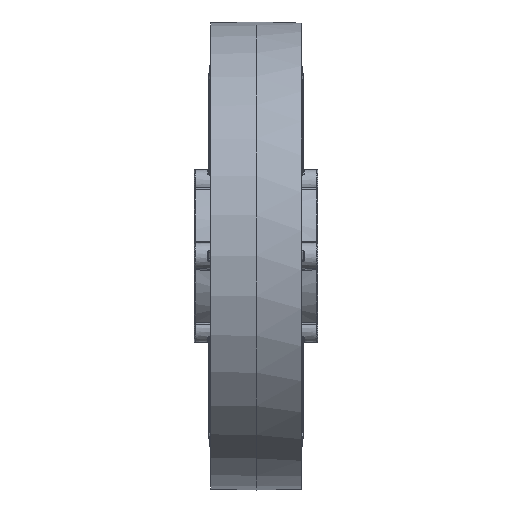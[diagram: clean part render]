
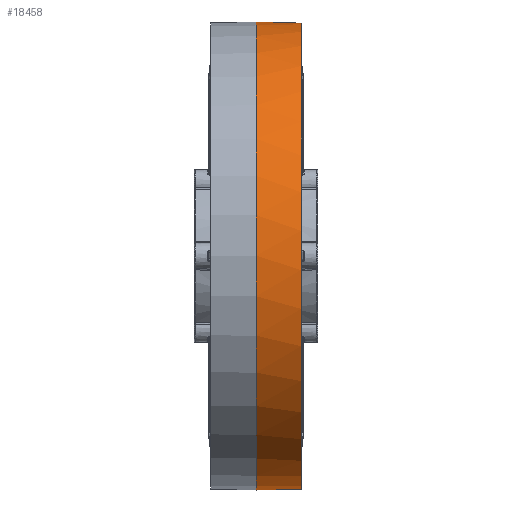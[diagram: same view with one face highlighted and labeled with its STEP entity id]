
A CAD part, top view. The second image highlights one B-rep face of the part: STEP entity #18458.
In plain terms, the highlighted conical face has half-angle 1 degrees and reference radius 66.04 mm.
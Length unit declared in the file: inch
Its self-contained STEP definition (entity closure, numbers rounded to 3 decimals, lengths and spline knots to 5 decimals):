
#570=CONICAL_SURFACE('',#20357,2.6,0.017);
#1588=FACE_BOUND('',#4642,.T.);
#3197=FACE_OUTER_BOUND('',#4641,.T.);
#4641=EDGE_LOOP('',(#12750,#12751));
#4642=EDGE_LOOP('',(#12752));
#6392=CIRCLE('',#20358,2.59127);
#6393=CIRCLE('',#20359,2.59127);
#6394=CIRCLE('',#20360,2.6);
#8075=VERTEX_POINT('',#30463);
#8076=VERTEX_POINT('',#30464);
#8077=VERTEX_POINT('',#30467);
#9724=EDGE_CURVE('',#8075,#8076,#6392,.T.);
#9725=EDGE_CURVE('',#8076,#8075,#6393,.T.);
#9726=EDGE_CURVE('',#8077,#8077,#6394,.T.);
#12750=ORIENTED_EDGE('',*,*,#9724,.F.);
#12751=ORIENTED_EDGE('',*,*,#9725,.F.);
#12752=ORIENTED_EDGE('',*,*,#9726,.T.);
#18458=ADVANCED_FACE('',(#3197,#1588),#570,.T.);
#20357=AXIS2_PLACEMENT_3D('',#30462,#23762,#23763);
#20358=AXIS2_PLACEMENT_3D('',#30465,#23764,#23765);
#20359=AXIS2_PLACEMENT_3D('',#30466,#23766,#23767);
#20360=AXIS2_PLACEMENT_3D('',#30468,#23768,#23769);
#23762=DIRECTION('center_axis',(-1.,0.,0.));
#23763=DIRECTION('ref_axis',(0.,0.,-1.));
#23764=DIRECTION('center_axis',(1.,0.,0.));
#23765=DIRECTION('ref_axis',(0.,0.,-1.));
#23766=DIRECTION('center_axis',(1.,0.,0.));
#23767=DIRECTION('ref_axis',(0.,0.,-1.));
#23768=DIRECTION('center_axis',(1.,0.,0.));
#23769=DIRECTION('ref_axis',(0.,0.,-1.));
#30462=CARTESIAN_POINT('Origin',(0.,0.,0.));
#30463=CARTESIAN_POINT('',(0.5,-2.27726,-1.23643));
#30464=CARTESIAN_POINT('',(0.5,-2.27726,1.23643));
#30465=CARTESIAN_POINT('Origin',(0.5,0.,0.));
#30466=CARTESIAN_POINT('Origin',(0.5,0.,0.));
#30467=CARTESIAN_POINT('',(0.,0.,-2.6));
#30468=CARTESIAN_POINT('Origin',(0.,0.,0.));
